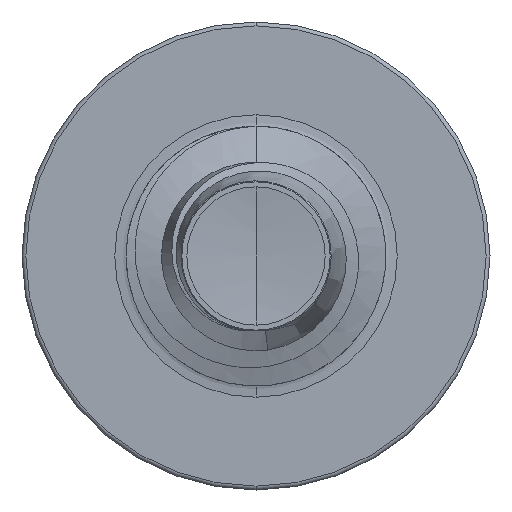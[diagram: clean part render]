
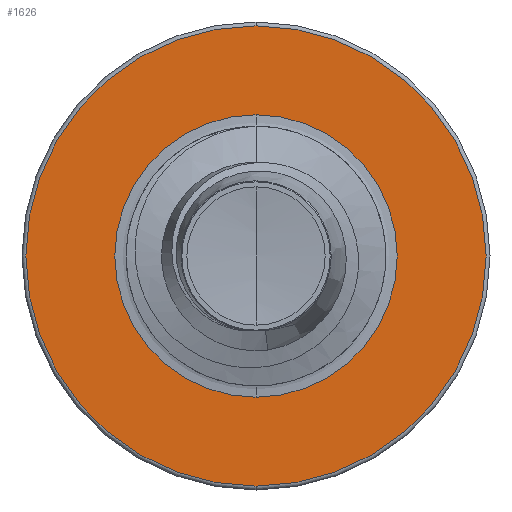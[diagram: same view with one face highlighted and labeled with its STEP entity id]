
A CAD part, front view. The second image highlights one B-rep face of the part: STEP entity #1626.
In plain terms, the highlighted planar face has unit normal (0, -1, 0).
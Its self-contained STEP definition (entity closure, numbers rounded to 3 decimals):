
#254 = VERTEX_POINT ( 'NONE', #4082 ) ;
#869 = AXIS2_PLACEMENT_3D ( 'NONE', #7143, #3320, #3319 ) ;
#1253 = DIRECTION ( 'NONE',  ( 0., 0., 1. ) ) ;
#1277 = DIRECTION ( 'NONE',  ( 0., 1., 0. ) ) ;
#1286 = CARTESIAN_POINT ( 'NONE',  ( 0., 2.25, 0. ) ) ;
#1291 = DIRECTION ( 'NONE',  ( 0., 0., 1. ) ) ;
#1304 = DIRECTION ( 'NONE',  ( 0., 1., 0. ) ) ;
#1309 = CARTESIAN_POINT ( 'NONE',  ( 0., 2.25, 0. ) ) ;
#1626 = ADVANCED_FACE ( 'NONE', ( #6360, #4216 ), #3289, .F. ) ;
#1662 = AXIS2_PLACEMENT_3D ( 'NONE', #1286, #1277, #1253 ) ;
#1770 = CIRCLE ( 'NONE', #1849, 1.77 ) ;
#1849 = AXIS2_PLACEMENT_3D ( 'NONE', #6195, #6179, #6175 ) ;
#2029 = CARTESIAN_POINT ( 'NONE',  ( 0., 2.25, 1.77 ) ) ;
#2200 = VERTEX_POINT ( 'NONE', #2029 ) ;
#2781 = AXIS2_PLACEMENT_3D ( 'NONE', #6564, #6567, #6576 ) ;
#3126 = CIRCLE ( 'NONE', #2781, 1.77 ) ;
#3249 = EDGE_CURVE ( 'NONE', #2200, #254, #1770, .T. ) ;
#3289 = PLANE ( 'NONE',  #869 ) ;
#3319 = DIRECTION ( 'NONE',  ( 0., 0., 1. ) ) ;
#3320 = DIRECTION ( 'NONE',  ( 0., 1., 0. ) ) ;
#4034 = VERTEX_POINT ( 'NONE', #6884 ) ;
#4082 = CARTESIAN_POINT ( 'NONE',  ( 0., 2.25, -1.77 ) ) ;
#4216 = FACE_BOUND ( 'NONE', #5279, .T. ) ;
#4472 = ORIENTED_EDGE ( 'NONE', *, *, #4909, .T. ) ;
#4909 = EDGE_CURVE ( 'NONE', #7560, #4034, #4936, .T. ) ;
#4936 = CIRCLE ( 'NONE', #5992, 1.086 ) ;
#5279 = EDGE_LOOP ( 'NONE', ( #4472, #6382 ) ) ;
#5319 = EDGE_CURVE ( 'NONE', #254, #2200, #3126, .T. ) ;
#5886 = CARTESIAN_POINT ( 'NONE',  ( 0., 2.25, 1.086 ) ) ;
#5942 = ORIENTED_EDGE ( 'NONE', *, *, #5319, .F. ) ;
#5992 = AXIS2_PLACEMENT_3D ( 'NONE', #1309, #1304, #1291 ) ;
#6113 = EDGE_LOOP ( 'NONE', ( #6934, #5942 ) ) ;
#6175 = DIRECTION ( 'NONE',  ( 0., 0., 1. ) ) ;
#6179 = DIRECTION ( 'NONE',  ( 0., 1., 0. ) ) ;
#6195 = CARTESIAN_POINT ( 'NONE',  ( 0., 2.25, 0. ) ) ;
#6360 = FACE_OUTER_BOUND ( 'NONE', #6113, .T. ) ;
#6374 = EDGE_CURVE ( 'NONE', #4034, #7560, #7196, .T. ) ;
#6382 = ORIENTED_EDGE ( 'NONE', *, *, #6374, .T. ) ;
#6564 = CARTESIAN_POINT ( 'NONE',  ( 0., 2.25, 0. ) ) ;
#6567 = DIRECTION ( 'NONE',  ( 0., 1., 0. ) ) ;
#6576 = DIRECTION ( 'NONE',  ( 0., 0., 1. ) ) ;
#6884 = CARTESIAN_POINT ( 'NONE',  ( 0., 2.25, -1.086 ) ) ;
#6934 = ORIENTED_EDGE ( 'NONE', *, *, #3249, .F. ) ;
#7143 = CARTESIAN_POINT ( 'NONE',  ( 0., 2.25, -1.086 ) ) ;
#7196 = CIRCLE ( 'NONE', #1662, 1.086 ) ;
#7560 = VERTEX_POINT ( 'NONE', #5886 ) ;
